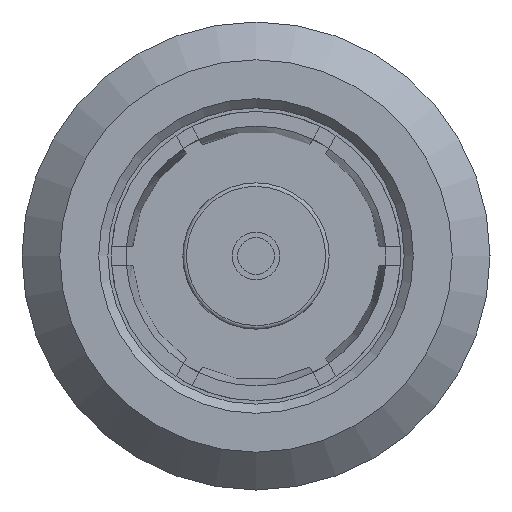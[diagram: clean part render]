
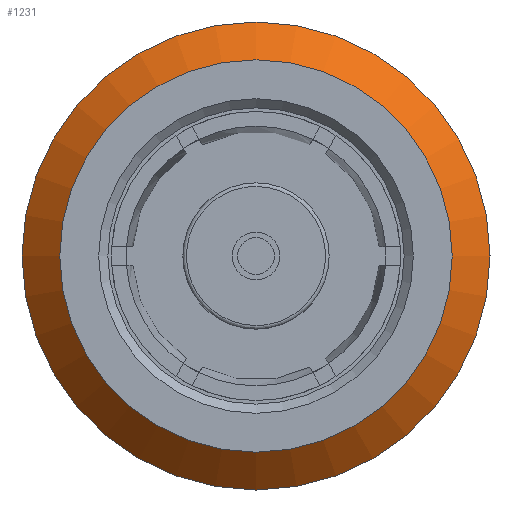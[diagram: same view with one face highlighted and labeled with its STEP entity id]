
A CAD part, left-side view. The second image highlights one B-rep face of the part: STEP entity #1231.
In plain terms, the highlighted conical face has half-angle 45.968 degrees and reference radius 3.25 mm.
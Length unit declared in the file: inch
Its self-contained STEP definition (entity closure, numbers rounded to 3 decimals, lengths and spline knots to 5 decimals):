
#109 = AXIS2_PLACEMENT_3D ( 'NONE', #359, #1623, #811 ) ;
#136 = CIRCLE ( 'NONE', #430, 0.12795 ) ;
#169 = DIRECTION ( 'NONE',  ( 1., 0., 0. ) ) ;
#260 = EDGE_CURVE ( 'NONE', #646, #646, #982, .T. ) ;
#359 = CARTESIAN_POINT ( 'NONE',  ( 0., 0., 0. ) ) ;
#430 = AXIS2_PLACEMENT_3D ( 'NONE', #1270, #169, #1692 ) ;
#478 = ORIENTED_EDGE ( 'NONE', *, *, #1154, .F. ) ;
#646 = VERTEX_POINT ( 'NONE', #1262 ) ;
#811 = DIRECTION ( 'NONE',  ( 0., 0., -1. ) ) ;
#906 = CONICAL_SURFACE ( 'NONE', #935, 0.12795, 0.802 ) ;
#925 = FACE_BOUND ( 'NONE', #1276, .T. ) ;
#928 = VERTEX_POINT ( 'NONE', #1541 ) ;
#935 = AXIS2_PLACEMENT_3D ( 'NONE', #1094, #1698, #1257 ) ;
#982 = CIRCLE ( 'NONE', #109, 0.10728 ) ;
#1094 = CARTESIAN_POINT ( 'NONE',  ( 0.01998, 0., 0. ) ) ;
#1154 = EDGE_CURVE ( 'NONE', #928, #928, #136, .T. ) ;
#1231 = ADVANCED_FACE ( 'NONE', ( #925, #1402 ), #906, .T. ) ;
#1257 = DIRECTION ( 'NONE',  ( 0., 0., -1. ) ) ;
#1262 = CARTESIAN_POINT ( 'NONE',  ( 0., 0., -0.10728 ) ) ;
#1270 = CARTESIAN_POINT ( 'NONE',  ( 0.01998, 0., 0. ) ) ;
#1276 = EDGE_LOOP ( 'NONE', ( #1360 ) ) ;
#1360 = ORIENTED_EDGE ( 'NONE', *, *, #260, .T. ) ;
#1402 = FACE_OUTER_BOUND ( 'NONE', #1751, .T. ) ;
#1541 = CARTESIAN_POINT ( 'NONE',  ( 0.01998, 0., -0.12795 ) ) ;
#1623 = DIRECTION ( 'NONE',  ( 1., 0., 0. ) ) ;
#1692 = DIRECTION ( 'NONE',  ( 0., 0., -1. ) ) ;
#1698 = DIRECTION ( 'NONE',  ( 1., 0., 0. ) ) ;
#1751 = EDGE_LOOP ( 'NONE', ( #478 ) ) ;
